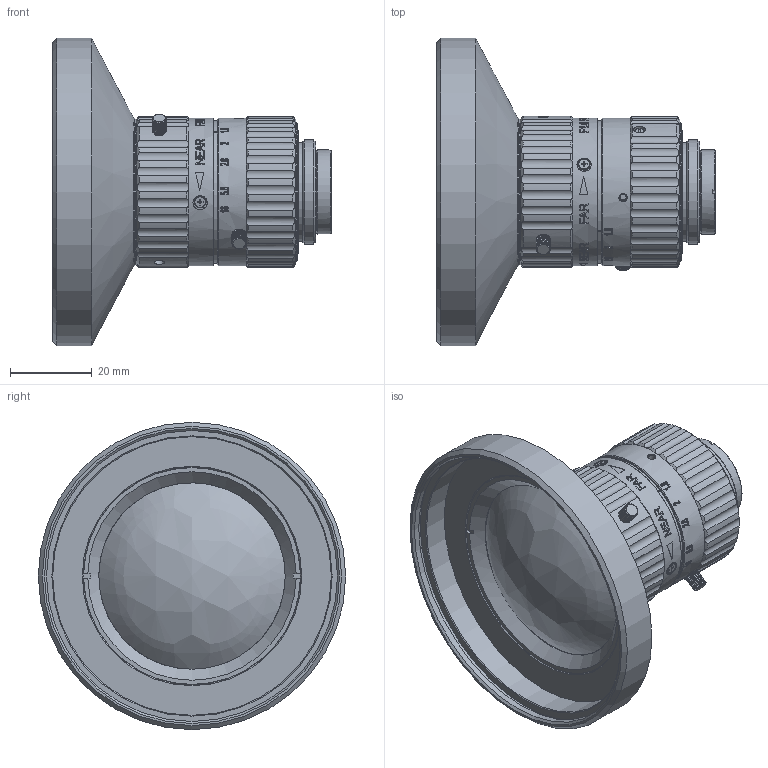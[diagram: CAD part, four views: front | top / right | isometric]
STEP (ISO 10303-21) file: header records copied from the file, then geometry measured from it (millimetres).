
FILE_DESCRIPTION (( 'STEP AP203' ), '1' );
FILE_NAME ('600094.STEP', '2024-10-17T02:33:09', ( 'Windows User' ), ( 'P R C' ), 'SwSTEP 2.0', 'SolidWorks 2020', '' );
FILE_SCHEMA (( 'CONFIG_CONTROL_DESIGN' ));
Length unit declared in the file: millimetre
Products named in the file (1): 600094
Bounding box: 68.02 x 75 x 75 mm (x, y, z)
Volume: 52315.6 mm3; surface area: 42277.9 mm2
Topology: 19 solids, 24 shells, 1279 faces, 3240 edges, 2159 vertices
Faces by surface type: plane 549, cylinder 420, cone 189, bspline 121
Full cylindrical faces by diameter (mm): 1 x14, 1.25 x1, 1.5 x2, 1.6 x16, 1.7 x13, 2 x3, 2.1 x3, 2.5 x4, 2.8 x1, 2.9 x9, 3.1 x1, 3.5 x9, 4 x1, 7.5 x1, 8.918 x2, 9.5 x2, 9.8 x1, 12.131 x1, 12.478 x1, 12.831 x1, 13.5 x3, 14 x2, 17 x1, 17.1 x1, 17.5 x2, 18 x2, 18.2 x1, 18.5 x1, 19.2 x1, 20 x1
Entity records: 55503 total; most frequent: CARTESIAN_POINT 27762, ORIENTED_EDGE 5650, DIRECTION 5120, EDGE_CURVE 2825, VERTEX_POINT 2015, AXIS2_PLACEMENT_3D 1993, EDGE_LOOP 1762, FACE_OUTER_BOUND 1440
